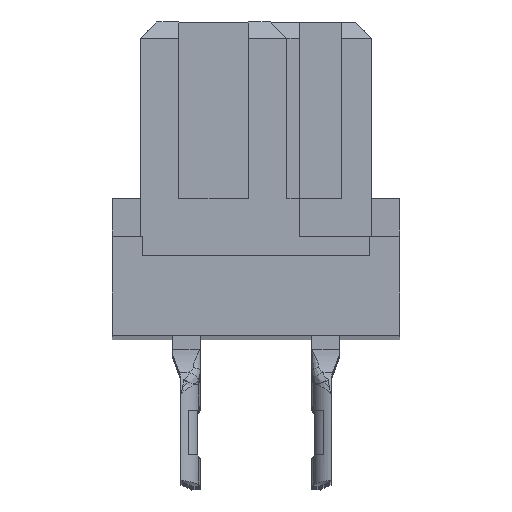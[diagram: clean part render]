
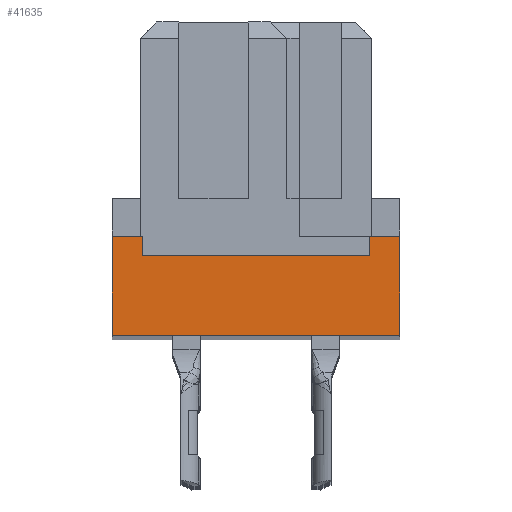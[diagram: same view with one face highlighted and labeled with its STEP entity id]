
A CAD part, top view. The second image highlights one B-rep face of the part: STEP entity #41635.
In plain terms, the highlighted planar face has unit normal (0, 0, 1).
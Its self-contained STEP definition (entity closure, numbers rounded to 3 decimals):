
#41635=ADVANCED_FACE('',(#47277),#43113,.F.);
#43113=PLANE('',#102662);
#47277=FACE_OUTER_BOUND('',#51607,.T.);
#51607=EDGE_LOOP('',(#70070,#70071,#70072,#70073,#70074,#70075,#70076,#70077));
#70070=ORIENTED_EDGE('',*,*,#89582,.T.);
#70071=ORIENTED_EDGE('',*,*,#89153,.T.);
#70072=ORIENTED_EDGE('',*,*,#80862,.T.);
#70073=ORIENTED_EDGE('',*,*,#89152,.F.);
#70074=ORIENTED_EDGE('',*,*,#89583,.T.);
#70075=ORIENTED_EDGE('',*,*,#89584,.F.);
#70076=ORIENTED_EDGE('',*,*,#89585,.T.);
#70077=ORIENTED_EDGE('',*,*,#89586,.T.);
#74221=VERTEX_POINT('',#117026);
#74222=VERTEX_POINT('',#117028);
#79297=VERTEX_POINT('',#223825);
#79298=VERTEX_POINT('',#223829);
#79722=VERTEX_POINT('',#224690);
#79723=VERTEX_POINT('',#224692);
#79724=VERTEX_POINT('',#224694);
#79725=VERTEX_POINT('',#224696);
#80862=EDGE_CURVE('',#74222,#74221,#91484,.T.);
#89152=EDGE_CURVE('',#79297,#74221,#93534,.T.);
#89153=EDGE_CURVE('',#79298,#74222,#93535,.T.);
#89582=EDGE_CURVE('',#79722,#79298,#93964,.T.);
#89583=EDGE_CURVE('',#79297,#79723,#93965,.T.);
#89584=EDGE_CURVE('',#79724,#79723,#93966,.T.);
#89585=EDGE_CURVE('',#79724,#79725,#93967,.T.);
#89586=EDGE_CURVE('',#79725,#79722,#93968,.T.);
#91484=LINE('',#117027,#95866);
#93534=LINE('',#223826,#97916);
#93535=LINE('',#223828,#97917);
#93964=LINE('',#224689,#98346);
#93965=LINE('',#224691,#98347);
#93966=LINE('',#224693,#98348);
#93967=LINE('',#224695,#98349);
#93968=LINE('',#224697,#98350);
#95866=VECTOR('',#103865,1.);
#97916=VECTOR('',#110969,1.);
#97917=VECTOR('',#110972,1.);
#98346=VECTOR('',#111417,1.);
#98347=VECTOR('',#111418,1.);
#98348=VECTOR('',#111419,1.);
#98349=VECTOR('',#111420,1.);
#98350=VECTOR('',#111421,1.);
#102662=AXIS2_PLACEMENT_3D('',#224698,#111422,#111423);
#103865=DIRECTION('',(1.,0.,0.));
#110969=DIRECTION('',(0.,-1.,0.));
#110972=DIRECTION('',(0.,-1.,0.));
#111417=DIRECTION('',(-1.,0.,0.));
#111418=DIRECTION('',(-1.,0.,0.));
#111419=DIRECTION('',(0.,1.,0.));
#111420=DIRECTION('',(-1.,0.,0.));
#111421=DIRECTION('',(0.,1.,0.));
#111422=DIRECTION('',(0.,0.,-1.));
#111423=DIRECTION('',(1.,0.,0.));
#117026=CARTESIAN_POINT('',(16.413,-26.492,94.95));
#117027=CARTESIAN_POINT('',(5.913,-26.492,94.95));
#117028=CARTESIAN_POINT('',(5.913,-26.492,94.95));
#223825=CARTESIAN_POINT('',(16.413,-22.892,94.95));
#223826=CARTESIAN_POINT('',(16.413,-21.492,94.95));
#223828=CARTESIAN_POINT('',(5.913,-21.492,94.95));
#223829=CARTESIAN_POINT('',(5.913,-22.892,94.95));
#224689=CARTESIAN_POINT('',(5.913,-22.892,94.95));
#224690=CARTESIAN_POINT('',(7.013,-22.892,94.95));
#224691=CARTESIAN_POINT('',(15.313,-22.892,94.95));
#224692=CARTESIAN_POINT('',(15.313,-22.892,94.95));
#224693=CARTESIAN_POINT('',(15.313,-36.207,94.95));
#224694=CARTESIAN_POINT('',(15.313,-23.592,94.95));
#224695=CARTESIAN_POINT('',(7.013,-23.592,94.95));
#224696=CARTESIAN_POINT('',(7.013,-23.592,94.95));
#224697=CARTESIAN_POINT('',(7.013,-36.207,94.95));
#224698=CARTESIAN_POINT('',(5.913,-21.492,94.95));
